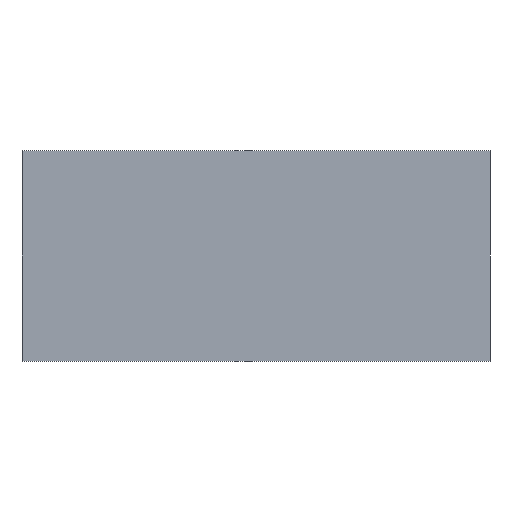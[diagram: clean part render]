
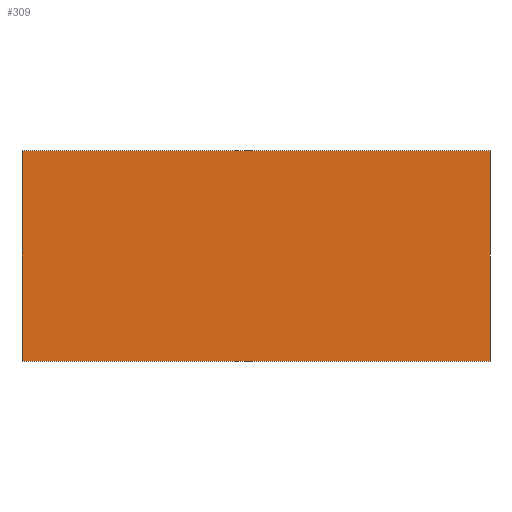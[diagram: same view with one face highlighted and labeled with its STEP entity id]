
A CAD part, front view. The second image highlights one B-rep face of the part: STEP entity #309.
In plain terms, the highlighted planar face has unit normal (0, -1, 0).
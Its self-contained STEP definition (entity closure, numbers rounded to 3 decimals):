
#1 = DIRECTION ( 'NONE',  ( 0., 0., 1. ) ) ;
#3 = CARTESIAN_POINT ( 'NONE',  ( -1155., -6., 520.5 ) ) ;
#9 = VERTEX_POINT ( 'NONE', #170 ) ;
#26 = VECTOR ( 'NONE', #1, 1000. ) ;
#31 = DIRECTION ( 'NONE',  ( 0., 0., -1. ) ) ;
#33 = VECTOR ( 'NONE', #259, 1000. ) ;
#44 = AXIS2_PLACEMENT_3D ( 'NONE', #186, #305, #55 ) ;
#55 = DIRECTION ( 'NONE',  ( 0., 0., -1. ) ) ;
#58 = ORIENTED_EDGE ( 'NONE', *, *, #290, .F. ) ;
#81 = VERTEX_POINT ( 'NONE', #226 ) ;
#113 = VECTOR ( 'NONE', #304, 1000. ) ;
#116 = LINE ( 'NONE', #270, #26 ) ;
#136 = PLANE ( 'NONE',  #44 ) ;
#141 = EDGE_LOOP ( 'NONE', ( #271, #58, #172, #283 ) ) ;
#142 = FACE_OUTER_BOUND ( 'NONE', #141, .T. ) ;
#150 = EDGE_CURVE ( 'NONE', #334, #277, #349, .T. ) ;
#162 = VECTOR ( 'NONE', #31, 1000. ) ;
#170 = CARTESIAN_POINT ( 'NONE',  ( -1155., -6., 520.5 ) ) ;
#172 = ORIENTED_EDGE ( 'NONE', *, *, #278, .F. ) ;
#185 = CARTESIAN_POINT ( 'NONE',  ( -1155., -6., -520.5 ) ) ;
#186 = CARTESIAN_POINT ( 'NONE',  ( 0., -6., 0. ) ) ;
#199 = CARTESIAN_POINT ( 'NONE',  ( -1155., -6., -520.5 ) ) ;
#213 = CARTESIAN_POINT ( 'NONE',  ( 1155., -6., 520.5 ) ) ;
#226 = CARTESIAN_POINT ( 'NONE',  ( 1155., -6., 520.5 ) ) ;
#239 = CARTESIAN_POINT ( 'NONE',  ( 1155., -6., -520.5 ) ) ;
#259 = DIRECTION ( 'NONE',  ( -1., 0., 0. ) ) ;
#270 = CARTESIAN_POINT ( 'NONE',  ( -1155., -6., 520.5 ) ) ;
#271 = ORIENTED_EDGE ( 'NONE', *, *, #150, .F. ) ;
#276 = LINE ( 'NONE', #213, #162 ) ;
#277 = VERTEX_POINT ( 'NONE', #185 ) ;
#278 = EDGE_CURVE ( 'NONE', #9, #81, #336, .T. ) ;
#283 = ORIENTED_EDGE ( 'NONE', *, *, #346, .F. ) ;
#290 = EDGE_CURVE ( 'NONE', #81, #334, #276, .T. ) ;
#304 = DIRECTION ( 'NONE',  ( 1., 0., 0. ) ) ;
#305 = DIRECTION ( 'NONE',  ( 0., -1., 0. ) ) ;
#309 = ADVANCED_FACE ( 'NONE', ( #142 ), #136, .T. ) ;
#334 = VERTEX_POINT ( 'NONE', #239 ) ;
#336 = LINE ( 'NONE', #3, #113 ) ;
#346 = EDGE_CURVE ( 'NONE', #277, #9, #116, .T. ) ;
#349 = LINE ( 'NONE', #199, #33 ) ;
